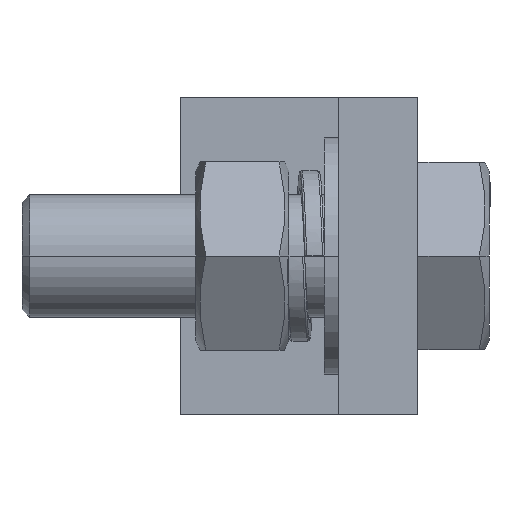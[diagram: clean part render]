
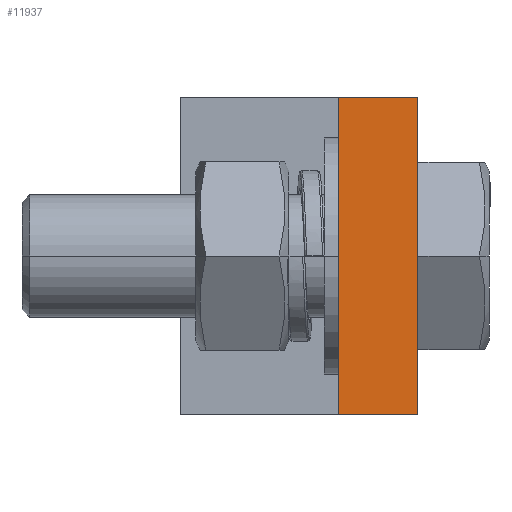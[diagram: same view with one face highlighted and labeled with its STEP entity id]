
A CAD part, left-side view. The second image highlights one B-rep face of the part: STEP entity #11937.
In plain terms, the highlighted planar face has unit normal (-1, 0, 0).
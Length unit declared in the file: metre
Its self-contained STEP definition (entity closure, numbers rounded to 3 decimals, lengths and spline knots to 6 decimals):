
#2129=DIRECTION('',(0.,0.,-1.));
#2130=VECTOR('',#2129,0.04);
#2131=CARTESIAN_POINT('',(-0.0725,0.01,0.02));
#2132=LINE('',#2131,#2130);
#2151=DIRECTION('',(0.,0.,-1.));
#2152=VECTOR('',#2151,0.04);
#2153=CARTESIAN_POINT('',(-0.0725,0.,0.02));
#2154=LINE('',#2153,#2152);
#2155=DIRECTION('',(0.,1.,0.));
#2156=VECTOR('',#2155,0.01);
#2157=CARTESIAN_POINT('',(-0.0725,0.,-0.02));
#2158=LINE('',#2157,#2156);
#2159=DIRECTION('',(0.,-1.,0.));
#2160=VECTOR('',#2159,0.01);
#2161=CARTESIAN_POINT('',(-0.0725,0.01,0.02));
#2162=LINE('',#2161,#2160);
#10489=CARTESIAN_POINT('',(-0.0725,0.,-0.02));
#10490=VERTEX_POINT('',#10489);
#10491=CARTESIAN_POINT('',(-0.0725,0.,0.02));
#10492=VERTEX_POINT('',#10491);
#11140=CARTESIAN_POINT('',(-0.0725,0.01,0.02));
#11141=VERTEX_POINT('',#11140);
#11144=CARTESIAN_POINT('',(-0.0725,0.01,-0.02));
#11145=VERTEX_POINT('',#11144);
#11925=CARTESIAN_POINT('',(-0.0725,0.01,-0.02));
#11926=DIRECTION('',(-1.,0.,0.));
#11927=DIRECTION('',(0.,-1.,0.));
#11928=AXIS2_PLACEMENT_3D('',#11925,#11926,#11927);
#11929=PLANE('',#11928);
#11930=ORIENTED_EDGE('',*,*,#11674,.T.);
#11932=ORIENTED_EDGE('',*,*,#11931,.T.);
#11933=ORIENTED_EDGE('',*,*,#11903,.F.);
#11934=ORIENTED_EDGE('',*,*,#11863,.T.);
#11935=EDGE_LOOP('',(#11930,#11932,#11933,#11934));
#11936=FACE_OUTER_BOUND('',#11935,.F.);
#11674=EDGE_CURVE('',#10492,#10490,#2154,.T.);
#11863=EDGE_CURVE('',#11141,#10492,#2162,.T.);
#11903=EDGE_CURVE('',#11141,#11145,#2132,.T.);
#11931=EDGE_CURVE('',#10490,#11145,#2158,.T.);
#11937=ADVANCED_FACE('',(#11936),#11929,.T.);
